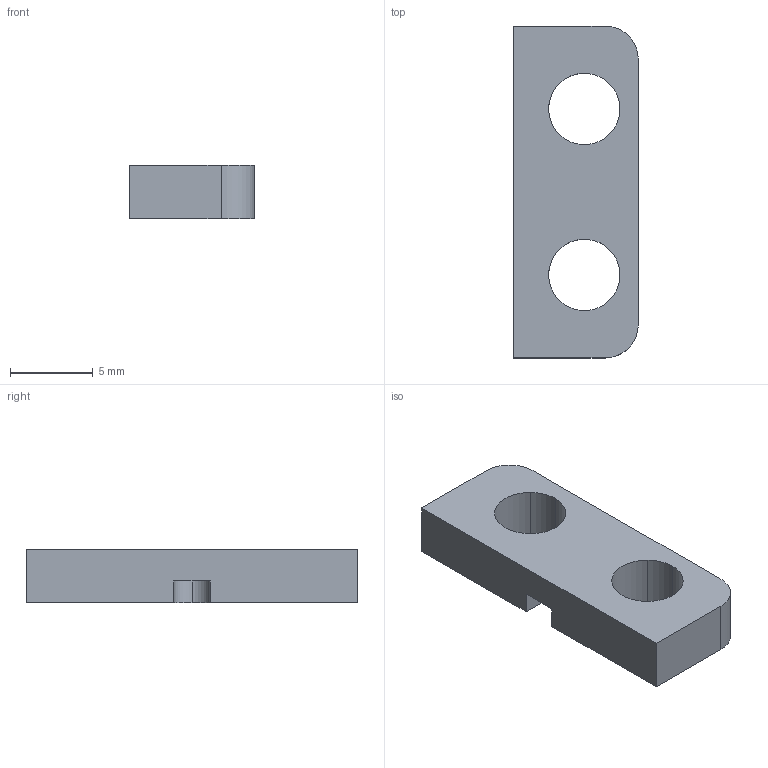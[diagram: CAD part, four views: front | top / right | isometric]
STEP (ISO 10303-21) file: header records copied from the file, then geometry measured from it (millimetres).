
FILE_DESCRIPTION (( 'STEP AP203' ), '1' );
FILE_NAME ('华馨京 25-50kg单轴舵机', '2026-01-26T06:59:59', ( 'Windows 用' ), ( '' ), 'SwSTEP 2.0', 'SolidWorks 2021', '' );
FILE_SCHEMA (( 'CONFIG_CONTROL_DESIGN' ));
Length unit declared in the file: millimetre
Products named in the file (1): ｻｪﾜｰｾｩ 25-50kgｵ･ﾖ盡貊嶹豼鬨｢___ｨｲｦﾌ__ｨｦ｡ｧ｡饑__｡ｧ2|ｨｬ__｡ｧ|
Bounding box: 7.5 x 20 x 3.2 mm (x, y, z)
Volume: 369 mm3; surface area: 506.2 mm2
Topology: 1 solids, 1 shells, 23 faces, 63 edges, 42 vertices
Faces by surface type: plane 13, cylinder 10
Entity records: 822 total; most frequent: DIRECTION 131, CARTESIAN_POINT 129, ORIENTED_EDGE 126, EDGE_CURVE 63, AXIS2_PLACEMENT_3D 44, LINE 43, VECTOR 43, VERTEX_POINT 42
